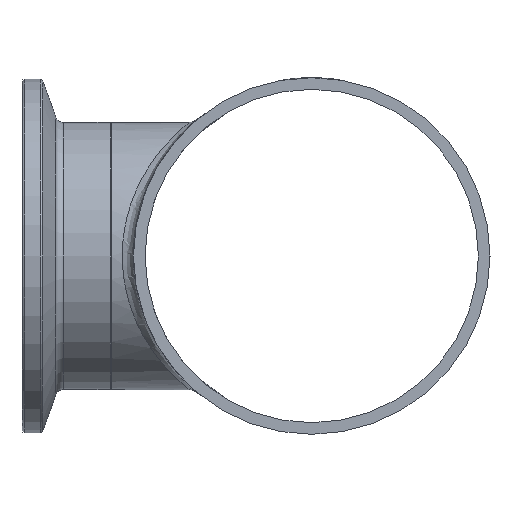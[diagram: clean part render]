
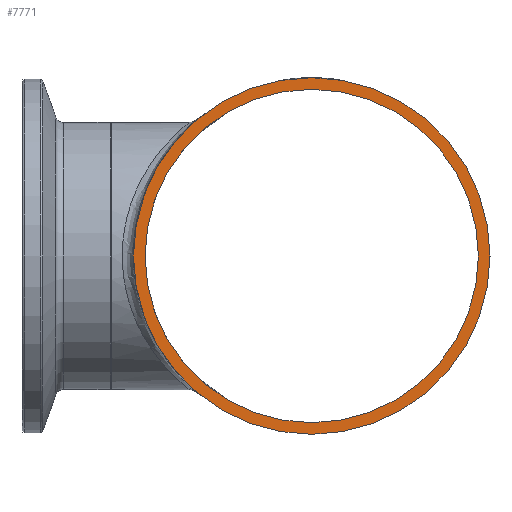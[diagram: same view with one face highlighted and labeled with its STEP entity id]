
A CAD part, left-side view. The second image highlights one B-rep face of the part: STEP entity #7771.
In plain terms, the highlighted planar face has unit normal (-1, 0, 0).
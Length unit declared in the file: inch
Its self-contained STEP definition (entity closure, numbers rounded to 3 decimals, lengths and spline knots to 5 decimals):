
#154=FACE_BOUND('',#1434,.T.);
#155=FACE_BOUND('',#1435,.T.);
#364=PLANE('',#8235);
#1434=EDGE_LOOP('',(#7215));
#1435=EDGE_LOOP('',(#7216));
#2676=CIRCLE('',#8212,1.);
#2683=CIRCLE('',#8232,0.935);
#3810=VERTEX_POINT('',#16822);
#3819=VERTEX_POINT('',#17084);
#4947=EDGE_CURVE('',#3810,#3810,#2676,.T.);
#4957=EDGE_CURVE('',#3819,#3819,#2683,.T.);
#7215=ORIENTED_EDGE('',*,*,#4957,.T.);
#7216=ORIENTED_EDGE('',*,*,#4947,.T.);
#7771=ADVANCED_FACE('',(#154,#155),#364,.F.);
#8212=AXIS2_PLACEMENT_3D('',#16823,#9651,#9652);
#8232=AXIS2_PLACEMENT_3D('',#17085,#9691,#9692);
#8235=AXIS2_PLACEMENT_3D('',#17089,#9697,#9698);
#9651=DIRECTION('center_axis',(-1.,0.,0.));
#9652=DIRECTION('ref_axis',(0.,-1.,0.));
#9691=DIRECTION('center_axis',(1.,0.,0.));
#9692=DIRECTION('ref_axis',(0.,0.,1.));
#9697=DIRECTION('center_axis',(1.,0.,0.));
#9698=DIRECTION('ref_axis',(0.,0.,-1.));
#16822=CARTESIAN_POINT('',(-2.875,1.,0.));
#16823=CARTESIAN_POINT('Origin',(-2.875,0.,0.));
#17084=CARTESIAN_POINT('',(-2.875,0.,-0.935));
#17085=CARTESIAN_POINT('Origin',(-2.875,0.,0.));
#17089=CARTESIAN_POINT('Origin',(-2.875,0.,0.));
